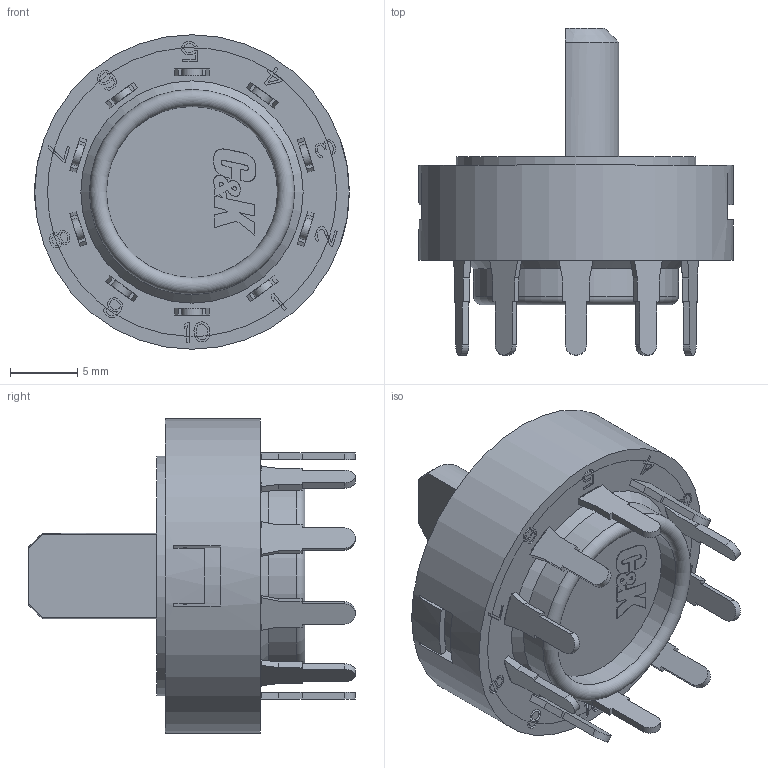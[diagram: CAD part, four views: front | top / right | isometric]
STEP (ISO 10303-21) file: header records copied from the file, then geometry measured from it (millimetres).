
FILE_DESCRIPTION(/* description */ ('STEP AP214'),/* implementation_level */ '2;1');
FILE_NAME(/* name */ 'R20405RN02Q',/* time_stamp */ '2024-07-04T01:54:43+02:00',/* author */ ('License CC BY-ND 4.0'),/* organization */ ('CADENAS'),/* preprocessor_version */ 'ST-DEVELOPER v19.3',/* originating_system */ 'PARTsolutions',/* authorisation */ ' ');
FILE_SCHEMA (('AUTOMOTIVE_DESIGN {1 0 10303 214 3 1 1}'));
Length unit declared in the file: inch
Products named in the file (16): R20405RN02Q; R20405RN02Q_PART1; R20405RN02Q_PART2; R20405RN02Q_PART3; R20405RN02Q_PART4; R20405RN02Q_PART5; R20405RN02Q_PART6; R20405RN02Q_PART7; R20405RN02Q_PART8; R20405RN02Q_PART9; R20405RN02Q_PART10; R20405RN02Q_PART11; R20405RN02Q_PART12; R20405RN02Q_PART13; R20405RN02Q_PART14; R20405RN02Q_PART15
Assembly tree (15 placements, depth 2):
  R20405RN02Q
    R20405RN02Q_PART1
    R20405RN02Q_PART2
    R20405RN02Q_PART3
    R20405RN02Q_PART4
    R20405RN02Q_PART5
    R20405RN02Q_PART6
    R20405RN02Q_PART7
    R20405RN02Q_PART8
    R20405RN02Q_PART9
    R20405RN02Q_PART10
    R20405RN02Q_PART11
    R20405RN02Q_PART12
    R20405RN02Q_PART13
    R20405RN02Q_PART14
    R20405RN02Q_PART15
Bounding box: 23.37 x 24.28 x 23.37 mm (x, y, z)
Volume: 1633.5 mm3; surface area: 3427.9 mm2
Topology: 15 solids, 15 shells, 745 faces, 2164 edges, 1437 vertices
Faces by surface type: plane 651, bspline 47, cylinder 36, cone 10, torus 1
Full cylindrical faces by diameter (mm): 6.35 x1, 6.553 x1, 12.7 x1, 15.24 x1, 17.78 x1, 21.466 x1, 21.488 x1, 23.368 x1
Entity records: 25046 total; most frequent: CARTESIAN_POINT 5275, ORIENTED_EDGE 4292, DIRECTION 3599, EDGE_CURVE 2146, LINE 1913, VECTOR 1913, VERTEX_POINT 1430, AXIS2_PLACEMENT_3D 843
